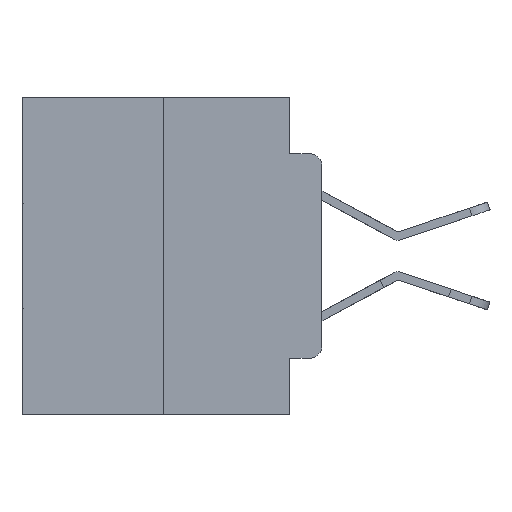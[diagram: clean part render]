
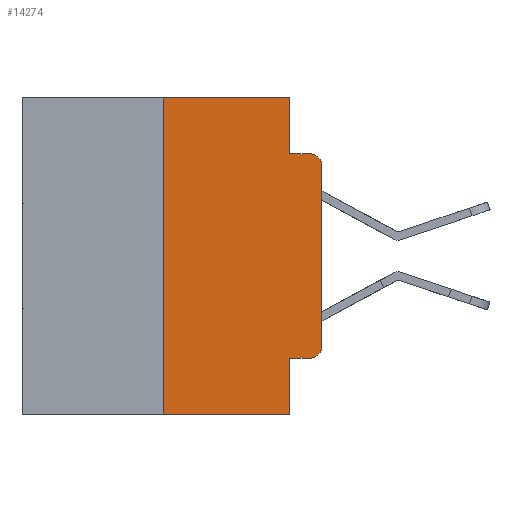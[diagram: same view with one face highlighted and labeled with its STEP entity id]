
A CAD part, left-side view. The second image highlights one B-rep face of the part: STEP entity #14274.
In plain terms, the highlighted planar face has unit normal (-1, 0, 0).
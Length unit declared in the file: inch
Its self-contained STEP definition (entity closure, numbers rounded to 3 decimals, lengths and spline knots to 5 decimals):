
#170 = DIRECTION ( 'NONE',  ( 0., 0., -1. ) ) ;
#686 = VERTEX_POINT ( 'NONE', #25356 ) ;
#1202 = EDGE_CURVE ( 'NONE', #13161, #4278, #22136, .T. ) ;
#1678 = ORIENTED_EDGE ( 'NONE', *, *, #19198, .F. ) ;
#1858 = DIRECTION ( 'NONE',  ( 0., 0., -1. ) ) ;
#2394 = ORIENTED_EDGE ( 'NONE', *, *, #4406, .F. ) ;
#2518 = VERTEX_POINT ( 'NONE', #26067 ) ;
#3492 = VECTOR ( 'NONE', #7169, 39.37008 ) ;
#4278 = VERTEX_POINT ( 'NONE', #9893 ) ;
#4406 = EDGE_CURVE ( 'NONE', #6454, #14348, #25075, .T. ) ;
#4861 = FACE_OUTER_BOUND ( 'NONE', #12136, .T. ) ;
#5463 = LINE ( 'NONE', #27453, #27106 ) ;
#5511 = ORIENTED_EDGE ( 'NONE', *, *, #18197, .T. ) ;
#5876 = CARTESIAN_POINT ( 'NONE',  ( 0., 0.473, 0. ) ) ;
#6109 = CARTESIAN_POINT ( 'NONE',  ( 0., 0.25, -0.5 ) ) ;
#6268 = VERTEX_POINT ( 'NONE', #8313 ) ;
#6454 = VERTEX_POINT ( 'NONE', #25096 ) ;
#6822 = LINE ( 'NONE', #21184, #17574 ) ;
#6853 = ORIENTED_EDGE ( 'NONE', *, *, #15012, .F. ) ;
#7169 = DIRECTION ( 'NONE',  ( 0., 0., 1. ) ) ;
#7244 = EDGE_CURVE ( 'NONE', #13161, #6454, #5463, .T. ) ;
#7273 = LINE ( 'NONE', #22712, #12484 ) ;
#7564 = LINE ( 'NONE', #11235, #22491 ) ;
#7759 = CARTESIAN_POINT ( 'NONE',  ( 0., 0.473, 0. ) ) ;
#8313 = CARTESIAN_POINT ( 'NONE',  ( 0., 0.02, -0.4115 ) ) ;
#8435 = CARTESIAN_POINT ( 'NONE',  ( 0., 0.051, -0.0885 ) ) ;
#8459 = CARTESIAN_POINT ( 'NONE',  ( 0., 0.473, -0.5 ) ) ;
#8729 = EDGE_CURVE ( 'NONE', #2518, #4278, #9507, .T. ) ;
#8922 = ORIENTED_EDGE ( 'NONE', *, *, #1202, .T. ) ;
#9507 = LINE ( 'NONE', #10597, #20088 ) ;
#9893 = CARTESIAN_POINT ( 'NONE',  ( 0., 0.051, -0.5 ) ) ;
#10597 = CARTESIAN_POINT ( 'NONE',  ( 0., 0.051, 0. ) ) ;
#10855 = DIRECTION ( 'NONE',  ( -1., 0., 0. ) ) ;
#11235 = CARTESIAN_POINT ( 'NONE',  ( 0., 0.051, 0. ) ) ;
#11561 = CARTESIAN_POINT ( 'NONE',  ( 0., 0., 0. ) ) ;
#12135 = PLANE ( 'NONE',  #16726 ) ;
#12136 = EDGE_LOOP ( 'NONE', ( #5511, #16947, #6853, #1678, #2394, #19522, #8922, #25598, #15295, #15959 ) ) ;
#12262 = DIRECTION ( 'NONE',  ( 0., -1., 0. ) ) ;
#12484 = VECTOR ( 'NONE', #12262, 39.37008 ) ;
#13050 = EDGE_CURVE ( 'NONE', #2518, #6268, #7273, .T. ) ;
#13161 = VERTEX_POINT ( 'NONE', #6109 ) ;
#13295 = DIRECTION ( 'NONE',  ( -1., 0., 0. ) ) ;
#13378 = VECTOR ( 'NONE', #22836, 39.37008 ) ;
#13697 = CIRCLE ( 'NONE', #27198, 0.02 ) ;
#13842 = DIRECTION ( 'NONE',  ( 0., 0., 1. ) ) ;
#13926 = VERTEX_POINT ( 'NONE', #23567 ) ;
#14274 = ADVANCED_FACE ( 'NONE', ( #4861 ), #12135, .F. ) ;
#14289 = DIRECTION ( 'NONE',  ( 0., 0., -1. ) ) ;
#14348 = VERTEX_POINT ( 'NONE', #16708 ) ;
#14897 = DIRECTION ( 'NONE',  ( 0., -1., 0. ) ) ;
#15012 = EDGE_CURVE ( 'NONE', #19925, #26476, #6822, .T. ) ;
#15295 = ORIENTED_EDGE ( 'NONE', *, *, #13050, .T. ) ;
#15959 = ORIENTED_EDGE ( 'NONE', *, *, #17337, .T. ) ;
#16708 = CARTESIAN_POINT ( 'NONE',  ( 0., 0.051, 0. ) ) ;
#16726 = AXIS2_PLACEMENT_3D ( 'NONE', #7759, #26631, #14289 ) ;
#16801 = EDGE_CURVE ( 'NONE', #686, #26476, #21257, .T. ) ;
#16947 = ORIENTED_EDGE ( 'NONE', *, *, #16801, .T. ) ;
#17337 = EDGE_CURVE ( 'NONE', #6268, #13926, #13697, .T. ) ;
#17574 = VECTOR ( 'NONE', #14897, 39.37008 ) ;
#18197 = EDGE_CURVE ( 'NONE', #13926, #686, #25312, .T. ) ;
#19198 = EDGE_CURVE ( 'NONE', #14348, #19925, #7564, .T. ) ;
#19522 = ORIENTED_EDGE ( 'NONE', *, *, #7244, .F. ) ;
#19925 = VERTEX_POINT ( 'NONE', #8435 ) ;
#20088 = VECTOR ( 'NONE', #1858, 39.37008 ) ;
#21184 = CARTESIAN_POINT ( 'NONE',  ( 0., 0.051, -0.0885 ) ) ;
#21257 = CIRCLE ( 'NONE', #26860, 0.02 ) ;
#21318 = DIRECTION ( 'NONE',  ( 0., -1., 0. ) ) ;
#21556 = CARTESIAN_POINT ( 'NONE',  ( 0., 0.02, -0.0885 ) ) ;
#22136 = LINE ( 'NONE', #8459, #26848 ) ;
#22491 = VECTOR ( 'NONE', #25760, 39.37008 ) ;
#22712 = CARTESIAN_POINT ( 'NONE',  ( 0., 0.051, -0.4115 ) ) ;
#22836 = DIRECTION ( 'NONE',  ( 0., -1., 0. ) ) ;
#23381 = CARTESIAN_POINT ( 'NONE',  ( 0., 0.02, -0.3915 ) ) ;
#23567 = CARTESIAN_POINT ( 'NONE',  ( 0., 0., -0.3915 ) ) ;
#25075 = LINE ( 'NONE', #5876, #13378 ) ;
#25096 = CARTESIAN_POINT ( 'NONE',  ( 0., 0.25, 0. ) ) ;
#25312 = LINE ( 'NONE', #11561, #3492 ) ;
#25356 = CARTESIAN_POINT ( 'NONE',  ( 0., 0., -0.1085 ) ) ;
#25415 = DIRECTION ( 'NONE',  ( 0., 0., -1. ) ) ;
#25598 = ORIENTED_EDGE ( 'NONE', *, *, #8729, .F. ) ;
#25698 = CARTESIAN_POINT ( 'NONE',  ( 0., 0.02, -0.1085 ) ) ;
#25760 = DIRECTION ( 'NONE',  ( 0., 0., -1. ) ) ;
#26067 = CARTESIAN_POINT ( 'NONE',  ( 0., 0.051, -0.4115 ) ) ;
#26476 = VERTEX_POINT ( 'NONE', #21556 ) ;
#26631 = DIRECTION ( 'NONE',  ( 1., 0., 0. ) ) ;
#26848 = VECTOR ( 'NONE', #21318, 39.37008 ) ;
#26860 = AXIS2_PLACEMENT_3D ( 'NONE', #25698, #13295, #170 ) ;
#27106 = VECTOR ( 'NONE', #13842, 39.37008 ) ;
#27198 = AXIS2_PLACEMENT_3D ( 'NONE', #23381, #10855, #25415 ) ;
#27453 = CARTESIAN_POINT ( 'NONE',  ( 0., 0.25, 0. ) ) ;
